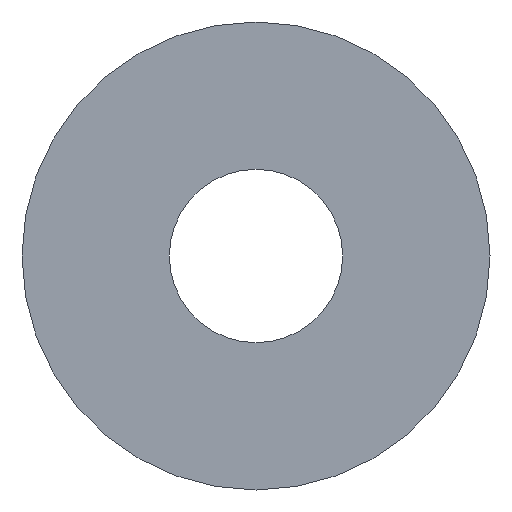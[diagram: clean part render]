
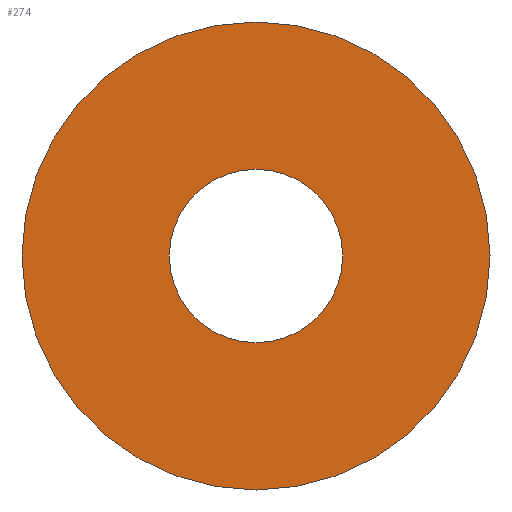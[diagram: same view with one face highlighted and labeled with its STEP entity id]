
A CAD part, front view. The second image highlights one B-rep face of the part: STEP entity #274.
In plain terms, the highlighted planar face has unit normal (0, -1, 0).
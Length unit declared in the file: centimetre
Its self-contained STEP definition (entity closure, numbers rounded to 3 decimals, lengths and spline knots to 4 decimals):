
#3 = AXIS2_PLACEMENT_3D ( 'NONE', #211, #184, #299 ) ;
#7 = DIRECTION ( 'NONE',  ( 0., 0., 1. ) ) ;
#20 = VERTEX_POINT ( 'NONE', #257 ) ;
#22 = AXIS2_PLACEMENT_3D ( 'NONE', #212, #333, #80 ) ;
#25 = EDGE_LOOP ( 'NONE', ( #204, #48 ) ) ;
#35 = CIRCLE ( 'NONE', #91, 0.2223 ) ;
#37 = DIRECTION ( 'NONE',  ( 0., 0., 1. ) ) ;
#39 = CARTESIAN_POINT ( 'NONE',  ( 0., -0.2, 0. ) ) ;
#41 = DIRECTION ( 'NONE',  ( 0., 0., 1. ) ) ;
#48 = ORIENTED_EDGE ( 'NONE', *, *, #327, .F. ) ;
#54 = CARTESIAN_POINT ( 'NONE',  ( 0., -0.2, -0.6 ) ) ;
#57 = PLANE ( 'NONE',  #22 ) ;
#62 = DIRECTION ( 'NONE',  ( 0., 1., 0. ) ) ;
#66 = EDGE_CURVE ( 'NONE', #277, #236, #35, .T. ) ;
#80 = DIRECTION ( 'NONE',  ( 0., 0., 1. ) ) ;
#84 = ORIENTED_EDGE ( 'NONE', *, *, #66, .T. ) ;
#89 = CARTESIAN_POINT ( 'NONE',  ( 0., -0.2, 0. ) ) ;
#91 = AXIS2_PLACEMENT_3D ( 'NONE', #39, #62, #37 ) ;
#94 = FACE_OUTER_BOUND ( 'NONE', #25, .T. ) ;
#95 = EDGE_LOOP ( 'NONE', ( #84, #105 ) ) ;
#103 = EDGE_CURVE ( 'NONE', #236, #277, #300, .T. ) ;
#105 = ORIENTED_EDGE ( 'NONE', *, *, #103, .T. ) ;
#113 = EDGE_CURVE ( 'NONE', #20, #328, #168, .T. ) ;
#119 = DIRECTION ( 'NONE',  ( 0., 1., 0. ) ) ;
#122 = FACE_BOUND ( 'NONE', #95, .T. ) ;
#137 = CIRCLE ( 'NONE', #3, 0.6 ) ;
#161 = CARTESIAN_POINT ( 'NONE',  ( 0., -0.2, 0.2223 ) ) ;
#168 = CIRCLE ( 'NONE', #312, 0.6 ) ;
#182 = CARTESIAN_POINT ( 'NONE',  ( 0., -0.2, -0.2223 ) ) ;
#184 = DIRECTION ( 'NONE',  ( 0., 1., 0. ) ) ;
#204 = ORIENTED_EDGE ( 'NONE', *, *, #113, .F. ) ;
#211 = CARTESIAN_POINT ( 'NONE',  ( 0., -0.2, 0. ) ) ;
#212 = CARTESIAN_POINT ( 'NONE',  ( 0., -0.2, 0. ) ) ;
#236 = VERTEX_POINT ( 'NONE', #182 ) ;
#257 = CARTESIAN_POINT ( 'NONE',  ( 0., -0.2, 0.6 ) ) ;
#274 = ADVANCED_FACE ( 'NONE', ( #122, #94 ), #57, .T. ) ;
#277 = VERTEX_POINT ( 'NONE', #161 ) ;
#281 = AXIS2_PLACEMENT_3D ( 'NONE', #89, #284, #41 ) ;
#284 = DIRECTION ( 'NONE',  ( 0., 1., 0. ) ) ;
#299 = DIRECTION ( 'NONE',  ( 0., 0., 1. ) ) ;
#300 = CIRCLE ( 'NONE', #281, 0.2223 ) ;
#312 = AXIS2_PLACEMENT_3D ( 'NONE', #338, #119, #7 ) ;
#327 = EDGE_CURVE ( 'NONE', #328, #20, #137, .T. ) ;
#328 = VERTEX_POINT ( 'NONE', #54 ) ;
#333 = DIRECTION ( 'NONE',  ( 0., -1., 0. ) ) ;
#338 = CARTESIAN_POINT ( 'NONE',  ( 0., -0.2, 0. ) ) ;
